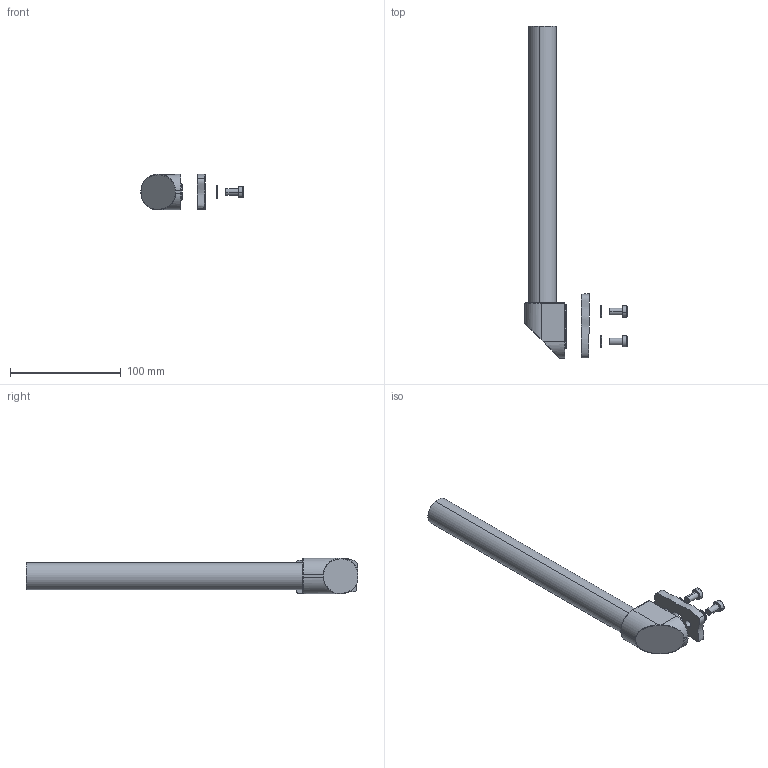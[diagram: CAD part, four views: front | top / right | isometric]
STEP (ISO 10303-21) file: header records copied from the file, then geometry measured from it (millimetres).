
FILE_DESCRIPTION (( 'STEP AP214' ), '1' );
FILE_NAME ('49000103.STEP', '2016-02-26T10:24:53', ( 'Macha' ), ( 'Hewlett-Packard Company' ), 'SwSTEP 2.0', 'SolidWorks 2015', '' );
FILE_SCHEMA (( 'AUTOMOTIVE_DESIGN' ));
Length unit declared in the file: millimetre
Products named in the file (7): E001333_Bearbeitung f〉 Leuchtmelder; 49000103; 84170; 82002_Dichtung f〉 Leuchtmelder; 94780_L„nge 250mm; 83033; 93103
Assembly tree (8 placements, depth 2):
  49000103
    84170
    93103  x2
    83033  x2
    82002_Dichtung f〉 Leuchtmelder
    E001333_Bearbeitung f〉 Leuchtmelder
    94780_L„nge 250mm
Bounding box: 92.2 x 300 x 32.11 mm (x, y, z)
Volume: 67538.8 mm3; surface area: 56197.5 mm2
Topology: 8 solids, 8 shells, 225 faces, 545 edges, 338 vertices
Faces by surface type: cylinder 97, plane 93, torus 22, cone 7, bspline 6
Entity records: 5535 total; most frequent: CARTESIAN_POINT 1369, DIRECTION 853, ORIENTED_EDGE 766, EDGE_CURVE 383, AXIS2_PLACEMENT_3D 325, VERTEX_POINT 237, LINE 203, VECTOR 203
